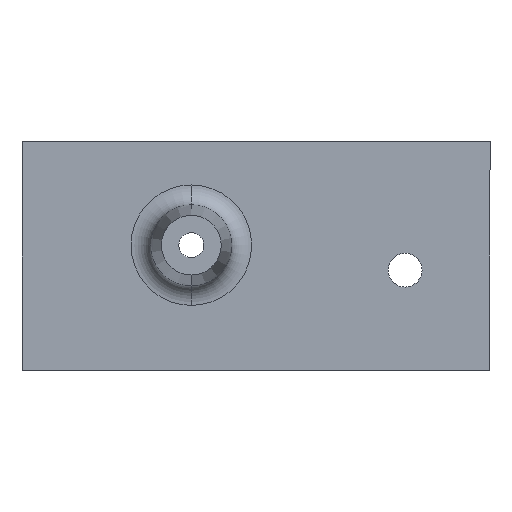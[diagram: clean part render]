
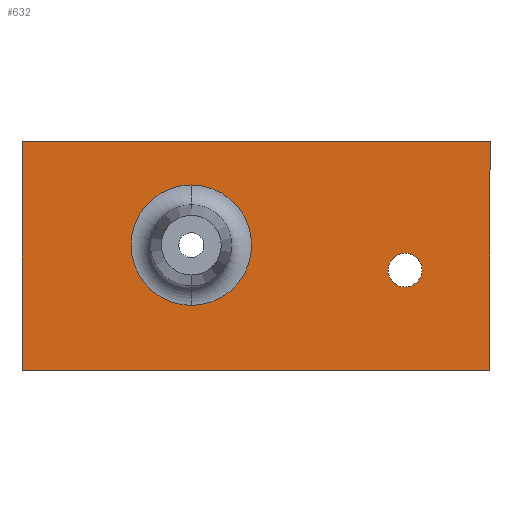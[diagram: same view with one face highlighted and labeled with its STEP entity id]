
A CAD part, left-side view. The second image highlights one B-rep face of the part: STEP entity #632.
In plain terms, the highlighted face is planar.
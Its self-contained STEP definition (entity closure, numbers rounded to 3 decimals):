
#6 = EDGE_CURVE ( 'NONE', #577, #40, #75, .T. ) ;
#12 = CIRCLE ( 'NONE', #83, 6.054 ) ;
#19 = VERTEX_POINT ( 'NONE', #408 ) ;
#21 = CARTESIAN_POINT ( 'NONE',  ( 8.38, 8.526, 4. ) ) ;
#23 = EDGE_CURVE ( 'NONE', #339, #266, #615, .T. ) ;
#34 = ORIENTED_EDGE ( 'NONE', *, *, #81, .T. ) ;
#40 = VERTEX_POINT ( 'NONE', #21 ) ;
#55 = CARTESIAN_POINT ( 'NONE',  ( 23., 47.01, 4. ) ) ;
#56 = EDGE_CURVE ( 'NONE', #633, #19, #371, .T. ) ;
#73 = DIRECTION ( 'NONE',  ( 0., 0., -1. ) ) ;
#75 = CIRCLE ( 'NONE', #398, 1.7 ) ;
#81 = EDGE_CURVE ( 'NONE', #193, #388, #147, .T. ) ;
#82 = CARTESIAN_POINT ( 'NONE',  ( 6.532, 30., 4. ) ) ;
#83 = AXIS2_PLACEMENT_3D ( 'NONE', #128, #73, #380 ) ;
#94 = ORIENTED_EDGE ( 'NONE', *, *, #345, .T. ) ;
#107 = LINE ( 'NONE', #556, #277 ) ;
#119 = CARTESIAN_POINT ( 'NONE',  ( 23., 47.01, 4. ) ) ;
#127 = PLANE ( 'NONE',  #378 ) ;
#128 = CARTESIAN_POINT ( 'NONE',  ( 12.586, 30., 4. ) ) ;
#141 = ORIENTED_EDGE ( 'NONE', *, *, #394, .T. ) ;
#147 = CIRCLE ( 'NONE', #235, 6.054 ) ;
#160 = VECTOR ( 'NONE', #465, 1000. ) ;
#163 = CARTESIAN_POINT ( 'NONE',  ( 11.78, 8.526, 4. ) ) ;
#173 = DIRECTION ( 'NONE',  ( -1., 0., 0. ) ) ;
#188 = DIRECTION ( 'NONE',  ( -1., 0., 0. ) ) ;
#193 = VERTEX_POINT ( 'NONE', #82 ) ;
#201 = DIRECTION ( 'NONE',  ( -1., 0., 0. ) ) ;
#206 = CARTESIAN_POINT ( 'NONE',  ( 18.64, 30., 4. ) ) ;
#224 = ORIENTED_EDGE ( 'NONE', *, *, #56, .T. ) ;
#227 = FACE_BOUND ( 'NONE', #251, .T. ) ;
#235 = AXIS2_PLACEMENT_3D ( 'NONE', #363, #454, #555 ) ;
#245 = LINE ( 'NONE', #256, #389 ) ;
#251 = EDGE_LOOP ( 'NONE', ( #94, #393 ) ) ;
#255 = EDGE_CURVE ( 'NONE', #388, #193, #12, .T. ) ;
#256 = CARTESIAN_POINT ( 'NONE',  ( 23., 0., 4. ) ) ;
#259 = EDGE_LOOP ( 'NONE', ( #34, #483 ) ) ;
#266 = VERTEX_POINT ( 'NONE', #573 ) ;
#277 = VECTOR ( 'NONE', #366, 1000. ) ;
#314 = VECTOR ( 'NONE', #319, 1000. ) ;
#319 = DIRECTION ( 'NONE',  ( -1., 0., 0. ) ) ;
#320 = FACE_OUTER_BOUND ( 'NONE', #532, .T. ) ;
#333 = CARTESIAN_POINT ( 'NONE',  ( 0., 0., 4. ) ) ;
#339 = VERTEX_POINT ( 'NONE', #55 ) ;
#345 = EDGE_CURVE ( 'NONE', #40, #577, #508, .T. ) ;
#363 = CARTESIAN_POINT ( 'NONE',  ( 12.586, 30., 4. ) ) ;
#366 = DIRECTION ( 'NONE',  ( 0., -1., 0. ) ) ;
#371 = LINE ( 'NONE', #462, #160 ) ;
#375 = FACE_BOUND ( 'NONE', #259, .T. ) ;
#378 = AXIS2_PLACEMENT_3D ( 'NONE', #429, #481, #188 ) ;
#380 = DIRECTION ( 'NONE',  ( -1., 0., 0. ) ) ;
#388 = VERTEX_POINT ( 'NONE', #206 ) ;
#389 = VECTOR ( 'NONE', #595, 1000. ) ;
#393 = ORIENTED_EDGE ( 'NONE', *, *, #6, .T. ) ;
#394 = EDGE_CURVE ( 'NONE', #19, #339, #245, .T. ) ;
#395 = DIRECTION ( 'NONE',  ( 0., 0., -1. ) ) ;
#398 = AXIS2_PLACEMENT_3D ( 'NONE', #563, #511, #173 ) ;
#408 = CARTESIAN_POINT ( 'NONE',  ( 23., 0., 4. ) ) ;
#429 = CARTESIAN_POINT ( 'NONE',  ( 21.5, -0.5, 4. ) ) ;
#449 = ORIENTED_EDGE ( 'NONE', *, *, #463, .T. ) ;
#454 = DIRECTION ( 'NONE',  ( 0., 0., -1. ) ) ;
#462 = CARTESIAN_POINT ( 'NONE',  ( 23., 0., 4. ) ) ;
#463 = EDGE_CURVE ( 'NONE', #266, #633, #107, .T. ) ;
#465 = DIRECTION ( 'NONE',  ( 1., 0., 0. ) ) ;
#481 = DIRECTION ( 'NONE',  ( 0., 0., -1. ) ) ;
#483 = ORIENTED_EDGE ( 'NONE', *, *, #255, .T. ) ;
#508 = CIRCLE ( 'NONE', #590, 1.7 ) ;
#511 = DIRECTION ( 'NONE',  ( 0., 0., -1. ) ) ;
#532 = EDGE_LOOP ( 'NONE', ( #224, #141, #597, #449 ) ) ;
#555 = DIRECTION ( 'NONE',  ( -1., 0., 0. ) ) ;
#556 = CARTESIAN_POINT ( 'NONE',  ( 0., 47.01, 4. ) ) ;
#563 = CARTESIAN_POINT ( 'NONE',  ( 10.08, 8.526, 4. ) ) ;
#573 = CARTESIAN_POINT ( 'NONE',  ( 0., 47.01, 4. ) ) ;
#577 = VERTEX_POINT ( 'NONE', #163 ) ;
#590 = AXIS2_PLACEMENT_3D ( 'NONE', #646, #395, #201 ) ;
#595 = DIRECTION ( 'NONE',  ( 0., 1., 0. ) ) ;
#597 = ORIENTED_EDGE ( 'NONE', *, *, #23, .T. ) ;
#615 = LINE ( 'NONE', #119, #314 ) ;
#632 = ADVANCED_FACE ( 'NONE', ( #227, #375, #320 ), #127, .F. ) ;
#633 = VERTEX_POINT ( 'NONE', #333 ) ;
#646 = CARTESIAN_POINT ( 'NONE',  ( 10.08, 8.526, 4. ) ) ;
